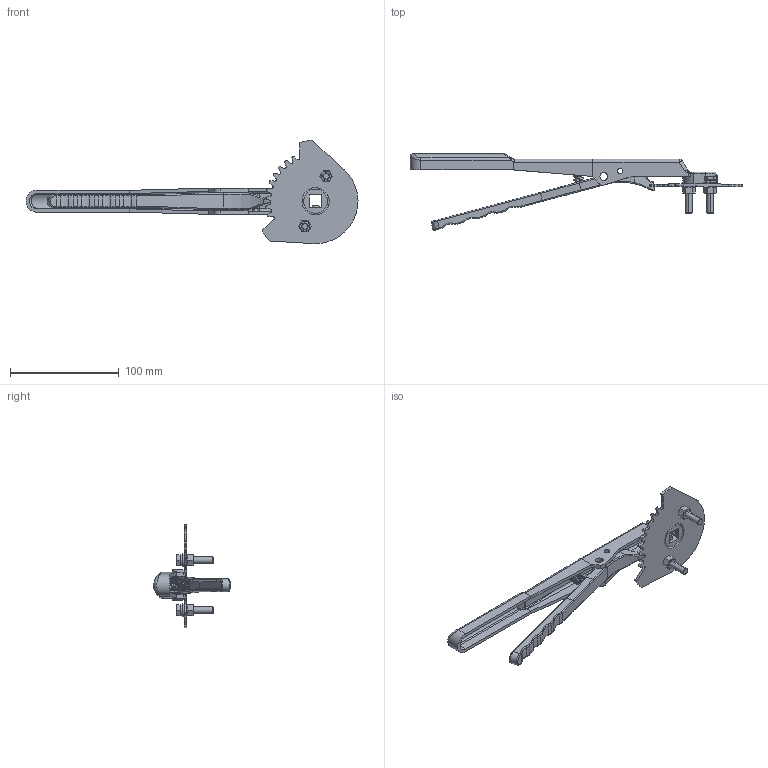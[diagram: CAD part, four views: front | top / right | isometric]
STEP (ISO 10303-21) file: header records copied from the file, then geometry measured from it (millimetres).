
FILE_DESCRIPTION (( 'STEP AP203' ), '1' );
FILE_NAME ('2-3.STEP', '2024-10-18T02:47:42', ( '' ), ( '' ), 'SwSTEP 2.0', 'SolidWorks 2018', '' );
FILE_SCHEMA (( 'CONFIG_CONTROL_DESIGN' ));
Length unit declared in the file: millimetre
Products named in the file (11): hexagon head bolts-full thread gb_GB_FASTENER_BOLT_STBAB A M6X30-C; 2-3; 2-3主手柄-无尖头 2顶丝; hexagon nuts grade c gb_GB_FASTENER_NUT_SNC1 M6-N; 2-3萵忒梟 酗; hexagon socket set screws with cup point gb_GB_SOCKET_SET_TYPE4 M8X10-N; spring lock washers--normal type gb_GB_FASTENER_WASHER_SW 6; 粟銅 - 萵掛; 2-3陔倰喘攫ㄗ1-3); plain washers--product grade c gb_GB_FASTENER_WASHER_SMWC 6
Assembly tree (15 placements, depth 3):
  2-3
    2-3陔倰喘攫ㄗ1-3)
    hexagon head bolts-full thread gb_GB_FASTENER_BOLT_STBAB A M6X30-C  x2
    plain washers--product grade c gb_GB_FASTENER_WASHER_SMWC 6  x2
    spring lock washers--normal type gb_GB_FASTENER_WASHER_SW 6  x2
    hexagon nuts grade c gb_GB_FASTENER_NUT_SNC1 M6-N  x2
    hexagon socket set screws with cup point gb_GB_SOCKET_SET_TYPE4 M8X10-N  x2
    2-3
      2-3主手柄-无尖头 2顶丝
      粟銅 - 萵掛
      2-3萵忒梟 酗
Bounding box: 305 x 70.56 x 94.79 mm (x, y, z)
Volume: 72097.4 mm3; surface area: 54644.4 mm2
Topology: 14 solids, 14 shells, 790 faces, 1983 edges, 1236 vertices
Faces by surface type: plane 321, cylinder 240, bspline 107, torus 66, cone 48, sphere 8
Entity records: 32505 total; most frequent: CARTESIAN_POINT 14785, ORIENTED_EDGE 3556, DIRECTION 3255, EDGE_CURVE 1778, AXIS2_PLACEMENT_3D 1166, VERTEX_POINT 1118, LINE 923, VECTOR 923
